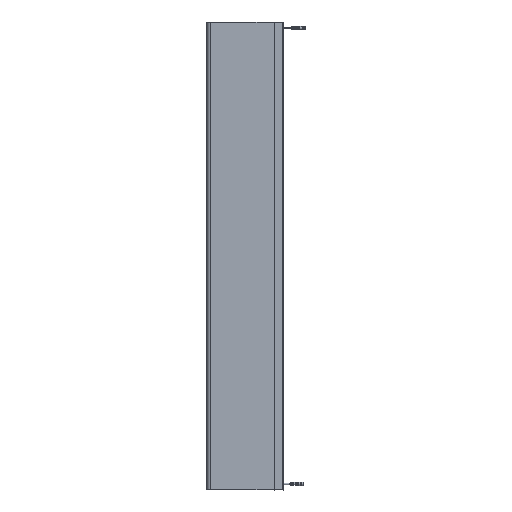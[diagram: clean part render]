
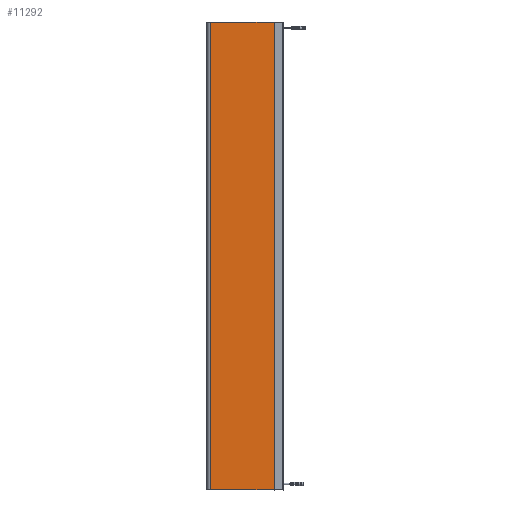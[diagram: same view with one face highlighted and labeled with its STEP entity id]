
A CAD part, left-side view. The second image highlights one B-rep face of the part: STEP entity #11292.
In plain terms, the highlighted planar face has unit normal (-1, 0, 0).
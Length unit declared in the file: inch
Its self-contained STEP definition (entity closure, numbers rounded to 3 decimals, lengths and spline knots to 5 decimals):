
#504 = ORIENTED_EDGE ( 'NONE', *, *, #3885, .T. ) ;
#649 = CARTESIAN_POINT ( 'NONE',  ( -1.87008, 3.04134, 48. ) ) ;
#2379 = CARTESIAN_POINT ( 'NONE',  ( -1.87008, 0.05906, 24. ) ) ;
#2427 = DIRECTION ( 'NONE',  ( 0., 0., 1. ) ) ;
#2496 = PLANE ( 'NONE',  #2768 ) ;
#2768 = AXIS2_PLACEMENT_3D ( 'NONE', #12301, #3552, #2427 ) ;
#3552 = DIRECTION ( 'NONE',  ( -1., 0., 0. ) ) ;
#3885 = EDGE_CURVE ( 'NONE', #12071, #4483, #7268, .T. ) ;
#4266 = CARTESIAN_POINT ( 'NONE',  ( -1.87008, 6.5748, 0. ) ) ;
#4479 = EDGE_CURVE ( 'NONE', #5496, #8280, #10284, .T. ) ;
#4483 = VERTEX_POINT ( 'NONE', #11501 ) ;
#4731 = ORIENTED_EDGE ( 'NONE', *, *, #4479, .F. ) ;
#5068 = CARTESIAN_POINT ( 'NONE',  ( -1.87008, 3.04134, 0. ) ) ;
#5412 = LINE ( 'NONE', #2379, #13644 ) ;
#5496 = VERTEX_POINT ( 'NONE', #11716 ) ;
#6123 = DIRECTION ( 'NONE',  ( 0., 0., -1. ) ) ;
#6803 = CARTESIAN_POINT ( 'NONE',  ( -1.87008, 0.05906, 48. ) ) ;
#7207 = EDGE_LOOP ( 'NONE', ( #4731, #13347, #504, #7312 ) ) ;
#7268 = LINE ( 'NONE', #5068, #12658 ) ;
#7312 = ORIENTED_EDGE ( 'NONE', *, *, #10710, .T. ) ;
#7462 = DIRECTION ( 'NONE',  ( 0., 0., 1. ) ) ;
#8254 = CARTESIAN_POINT ( 'NONE',  ( -1.87008, 6.5748, 24. ) ) ;
#8280 = VERTEX_POINT ( 'NONE', #6803 ) ;
#8362 = VECTOR ( 'NONE', #11430, 39.37008 ) ;
#8543 = DIRECTION ( 'NONE',  ( 0., -1., 0. ) ) ;
#10284 = LINE ( 'NONE', #649, #8362 ) ;
#10710 = EDGE_CURVE ( 'NONE', #4483, #8280, #5412, .T. ) ;
#11292 = ADVANCED_FACE ( 'NONE', ( #12227 ), #2496, .T. ) ;
#11430 = DIRECTION ( 'NONE',  ( 0., -1., 0. ) ) ;
#11501 = CARTESIAN_POINT ( 'NONE',  ( -1.87008, 0.05906, 0. ) ) ;
#11698 = EDGE_CURVE ( 'NONE', #5496, #12071, #13735, .T. ) ;
#11716 = CARTESIAN_POINT ( 'NONE',  ( -1.87008, 6.5748, 48. ) ) ;
#12071 = VERTEX_POINT ( 'NONE', #4266 ) ;
#12227 = FACE_OUTER_BOUND ( 'NONE', #7207, .T. ) ;
#12301 = CARTESIAN_POINT ( 'NONE',  ( -1.87008, 0.05906, 0. ) ) ;
#12658 = VECTOR ( 'NONE', #8543, 39.37008 ) ;
#13347 = ORIENTED_EDGE ( 'NONE', *, *, #11698, .T. ) ;
#13644 = VECTOR ( 'NONE', #7462, 39.37008 ) ;
#13735 = LINE ( 'NONE', #8254, #13880 ) ;
#13880 = VECTOR ( 'NONE', #6123, 39.37008 ) ;
